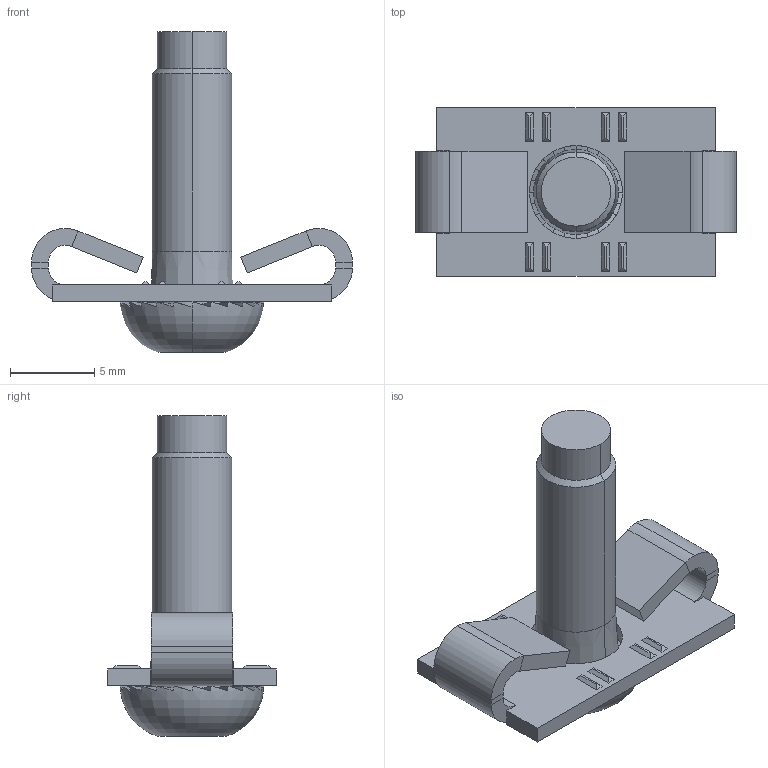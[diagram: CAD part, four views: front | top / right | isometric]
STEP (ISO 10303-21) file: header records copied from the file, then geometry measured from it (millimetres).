
FILE_DESCRIPTION (( 'STEP AP214' ), '1' );
FILE_NAME ('099f0520m05.STEP', '2014-08-21T10:12:53', ( '' ), ( '' ), 'SwSTEP 2.0', 'SolidWorks 2014', '' );
FILE_SCHEMA (( 'AUTOMOTIVE_DESIGN' ));
Length unit declared in the file: millimetre
Products named in the file (3): 092038_092 038 s02; 099f0520m05; 093sf0516_Standard
Assembly tree (2 placements, depth 2):
  099f0520m05
    092038_092 038 s02
    093sf0516_Standard
Bounding box: 19 x 10 x 19 mm (x, y, z)
Volume: 605.1 mm3; surface area: 988 mm2
Topology: 2 solids, 2 shells, 170 faces, 424 edges, 265 vertices
Faces by surface type: plane 144, cylinder 18, cone 6, torus 2
Entity records: 5104 total; most frequent: CARTESIAN_POINT 1006, ORIENTED_EDGE 844, DIRECTION 794, EDGE_CURVE 422, VECTOR 304, LINE 304, VERTEX_POINT 265, AXIS2_PLACEMENT_3D 245
